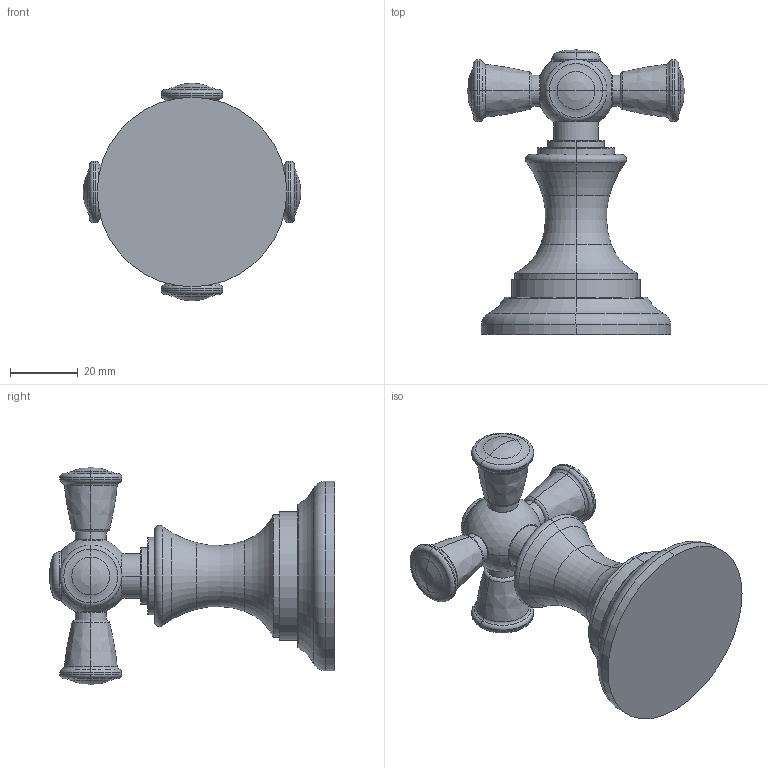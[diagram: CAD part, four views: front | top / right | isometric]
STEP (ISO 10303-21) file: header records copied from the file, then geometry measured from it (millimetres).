
FILE_DESCRIPTION((''),'2;1');
FILE_NAME('3-378','2021-01-01T16:06:57',('jinson.thomas'),(''),'CREO PARAMETRIC BY PTC INC, 2018400','CREO PARAMETRIC BY PTC INC, 2018400','');
FILE_SCHEMA(('CONFIG_CONTROL_DESIGN'));
Length unit declared in the file: inch
Products named in the file (1): 3-378
Bounding box: 64.21 x 84.09 x 64.21 mm (x, y, z)
Volume: 65980.8 mm3; surface area: 15656.5 mm2
Topology: 1 solids, 1 shells, 134 faces, 278 edges, 147 vertices
Faces by surface type: torus 74, cylinder 30, sphere 12, plane 10, bspline 8
Entity records: 3638 total; most frequent: DIRECTION 758, CARTESIAN_POINT 669, ORIENTED_EDGE 536, AXIS2_PLACEMENT_3D 364, EDGE_CURVE 268, CIRCLE 238, VERTEX_POINT 147, EDGE_LOOP 145
